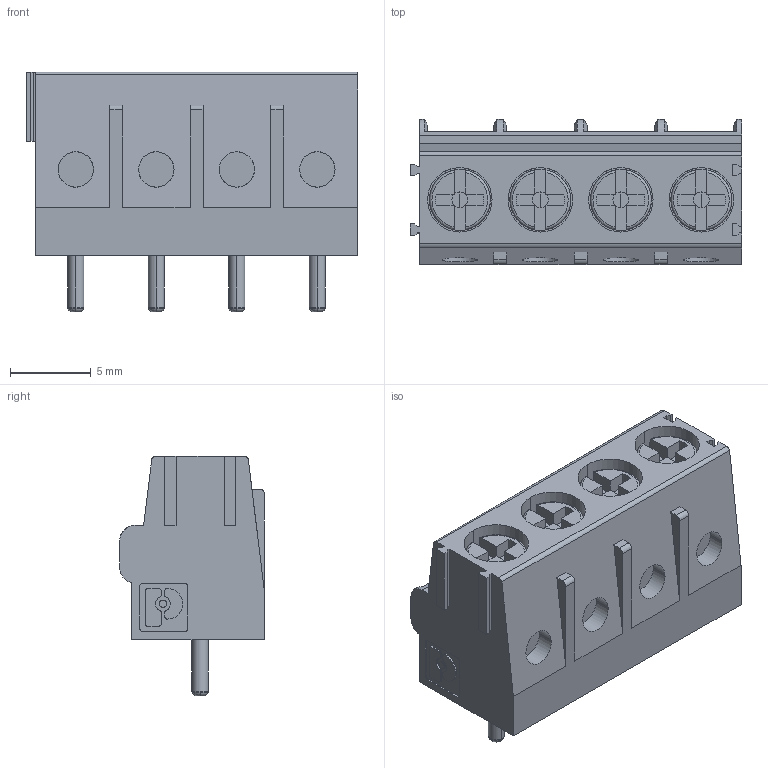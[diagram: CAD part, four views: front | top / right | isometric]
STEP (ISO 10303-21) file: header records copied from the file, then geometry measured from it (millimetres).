
FILE_DESCRIPTION(('FreeCAD Model'),'2;1');
FILE_NAME( 'CONN500P-01X04.step', '2016-10-01T15:20:50',('Author'),(''), 'Open CASCADE STEP processor 6.8','FreeCAD','Unknown');
FILE_SCHEMA(('AUTOMOTIVE_DESIGN_CC2 { 1 2 10303 214 -1 1 5 4 }'));
Length unit declared in the file: millimetre
Products named in the file (2): ASSEMBLY; CONN500P-01X04
Assembly tree (1 placements, depth 2):
  ASSEMBLY
    CONN500P-01X04
Bounding box: 20.57 x 9 x 14.9 mm (x, y, z)
Volume: 1414.3 mm3; surface area: 1437.4 mm2
Topology: 1 solids, 1 shells, 405 faces, 1073 edges, 698 vertices
Faces by surface type: plane 244, cylinder 97, revolution 32, cone 24, torus 8
Entity records: 49097 total; most frequent: CARTESIAN_POINT 26082, DIRECTION 3389, ORIENTED_EDGE 2146, PCURVE 2146, DEFINITIONAL_REPRESENTATION 2146, LINE 1759, VECTOR 1759, EDGE_CURVE 1073
